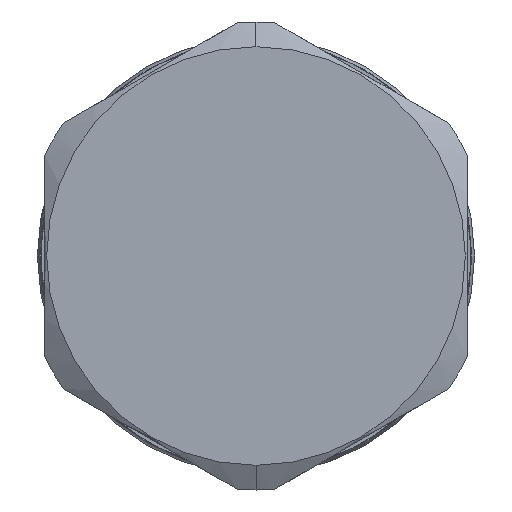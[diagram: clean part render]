
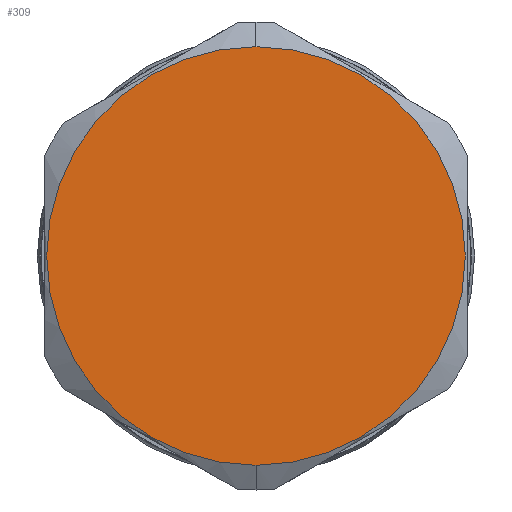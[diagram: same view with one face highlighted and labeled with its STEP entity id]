
A CAD part, left-side view. The second image highlights one B-rep face of the part: STEP entity #309.
In plain terms, the highlighted planar face has unit normal (-1, 0, 0).
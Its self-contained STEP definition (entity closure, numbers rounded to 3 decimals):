
#40 = CARTESIAN_POINT ( 'NONE',  ( -35.556, 0., 0. ) ) ;
#93 = DIRECTION ( 'NONE',  ( 0., 0., -1. ) ) ;
#309 = ADVANCED_FACE ( 'NONE', ( #8198 ), #6526, .F. ) ;
#471 = VERTEX_POINT ( 'NONE', #3889 ) ;
#539 = ORIENTED_EDGE ( 'NONE', *, *, #2092, .T. ) ;
#737 = EDGE_CURVE ( 'NONE', #6346, #471, #4338, .T. ) ;
#1219 = DIRECTION ( 'NONE',  ( 0., 0., 1. ) ) ;
#1819 = DIRECTION ( 'NONE',  ( -1., 0., 0. ) ) ;
#2092 = EDGE_CURVE ( 'NONE', #471, #6346, #7754, .T. ) ;
#2410 = AXIS2_PLACEMENT_3D ( 'NONE', #5902, #3296, #7264 ) ;
#3251 = CARTESIAN_POINT ( 'NONE',  ( -35.556, 0., 0. ) ) ;
#3296 = DIRECTION ( 'NONE',  ( -1., 0., 0. ) ) ;
#3889 = CARTESIAN_POINT ( 'NONE',  ( -35.556, 0., -11. ) ) ;
#4338 = CIRCLE ( 'NONE', #5071, 11. ) ;
#4344 = EDGE_LOOP ( 'NONE', ( #539, #4360 ) ) ;
#4360 = ORIENTED_EDGE ( 'NONE', *, *, #737, .T. ) ;
#4462 = CARTESIAN_POINT ( 'NONE',  ( -35.556, 0., 11. ) ) ;
#5071 = AXIS2_PLACEMENT_3D ( 'NONE', #3251, #1819, #1219 ) ;
#5902 = CARTESIAN_POINT ( 'NONE',  ( -35.556, 0., 0. ) ) ;
#6346 = VERTEX_POINT ( 'NONE', #4462 ) ;
#6526 = PLANE ( 'NONE',  #7895 ) ;
#7264 = DIRECTION ( 'NONE',  ( 0., 0., 1. ) ) ;
#7542 = DIRECTION ( 'NONE',  ( 1., 0., 0. ) ) ;
#7754 = CIRCLE ( 'NONE', #2410, 11. ) ;
#7895 = AXIS2_PLACEMENT_3D ( 'NONE', #40, #7542, #93 ) ;
#8198 = FACE_OUTER_BOUND ( 'NONE', #4344, .T. ) ;
